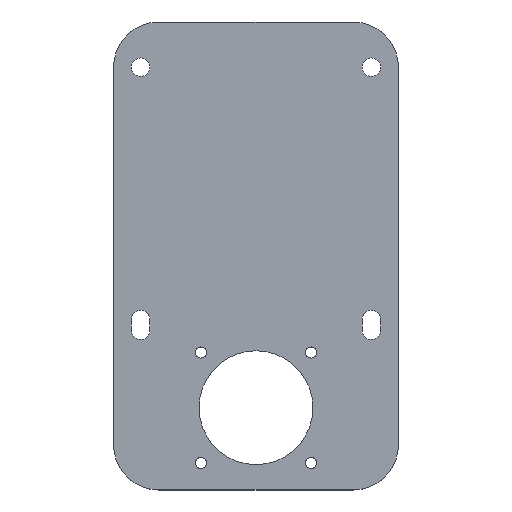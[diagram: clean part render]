
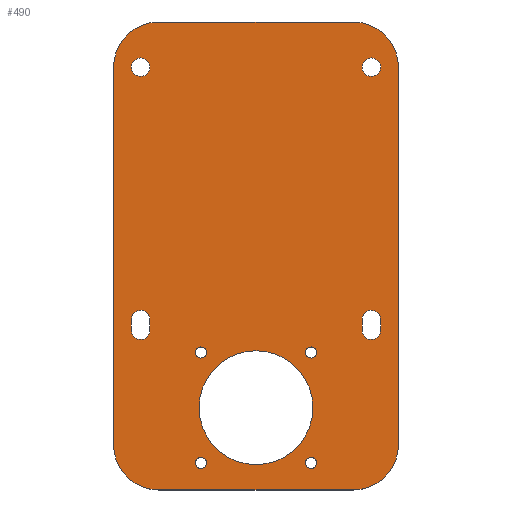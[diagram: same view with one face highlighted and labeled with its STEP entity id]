
A CAD part, top view. The second image highlights one B-rep face of the part: STEP entity #490.
In plain terms, the highlighted planar face has unit normal (0, 0, 1).
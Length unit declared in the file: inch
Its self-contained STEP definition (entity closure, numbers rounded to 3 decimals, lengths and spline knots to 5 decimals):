
#31=FACE_BOUND('',#116,.T.);
#32=FACE_BOUND('',#117,.T.);
#33=FACE_BOUND('',#118,.T.);
#34=FACE_BOUND('',#119,.T.);
#35=FACE_BOUND('',#120,.T.);
#36=FACE_BOUND('',#121,.T.);
#37=FACE_BOUND('',#122,.T.);
#38=FACE_BOUND('',#123,.T.);
#39=FACE_BOUND('',#124,.T.);
#49=PLANE('',#565);
#74=FACE_OUTER_BOUND('',#115,.T.);
#115=EDGE_LOOP('',(#428,#429,#430,#431,#432,#433,#434,#435));
#116=EDGE_LOOP('',(#436));
#117=EDGE_LOOP('',(#437,#438,#439,#440));
#118=EDGE_LOOP('',(#441,#442,#443,#444));
#119=EDGE_LOOP('',(#445));
#120=EDGE_LOOP('',(#446));
#121=EDGE_LOOP('',(#447));
#122=EDGE_LOOP('',(#448));
#123=EDGE_LOOP('',(#449));
#124=EDGE_LOOP('',(#450));
#135=LINE('',#766,#167);
#141=LINE('',#781,#173);
#144=LINE('',#793,#176);
#148=LINE('',#802,#180);
#150=LINE('',#809,#182);
#154=LINE('',#818,#186);
#155=LINE('',#840,#187);
#156=LINE('',#842,#188);
#167=VECTOR('',#616,0.3937);
#173=VECTOR('',#632,0.3937);
#176=VECTOR('',#645,0.3937);
#180=VECTOR('',#655,0.3937);
#182=VECTOR('',#663,0.3937);
#186=VECTOR('',#673,0.3937);
#187=VECTOR('',#704,0.3937);
#188=VECTOR('',#707,0.3937);
#189=CIRCLE('',#512,0.5);
#205=CIRCLE('',#531,0.5);
#206=CIRCLE('',#533,0.5);
#207=CIRCLE('',#536,0.5);
#208=CIRCLE('',#538,0.62992);
#209=CIRCLE('',#541,0.10236);
#210=CIRCLE('',#544,0.10236);
#211=CIRCLE('',#547,0.10236);
#212=CIRCLE('',#550,0.10236);
#213=CIRCLE('',#552,0.10236);
#214=CIRCLE('',#554,0.10236);
#215=CIRCLE('',#556,0.06119);
#216=CIRCLE('',#558,0.06119);
#217=CIRCLE('',#560,0.06119);
#218=CIRCLE('',#562,0.06119);
#219=VERTEX_POINT('',#712);
#220=VERTEX_POINT('',#713);
#244=VERTEX_POINT('',#765);
#245=VERTEX_POINT('',#769);
#246=VERTEX_POINT('',#773);
#247=VERTEX_POINT('',#774);
#248=VERTEX_POINT('',#779);
#249=VERTEX_POINT('',#783);
#250=VERTEX_POINT('',#787);
#251=VERTEX_POINT('',#790);
#252=VERTEX_POINT('',#792);
#253=VERTEX_POINT('',#796);
#254=VERTEX_POINT('',#800);
#255=VERTEX_POINT('',#806);
#256=VERTEX_POINT('',#808);
#257=VERTEX_POINT('',#812);
#258=VERTEX_POINT('',#816);
#259=VERTEX_POINT('',#822);
#260=VERTEX_POINT('',#825);
#261=VERTEX_POINT('',#828);
#262=VERTEX_POINT('',#831);
#263=VERTEX_POINT('',#834);
#264=VERTEX_POINT('',#837);
#265=EDGE_CURVE('',#219,#220,#189,.T.);
#291=EDGE_CURVE('',#244,#220,#135,.T.);
#293=EDGE_CURVE('',#244,#245,#205,.T.);
#295=EDGE_CURVE('',#246,#247,#206,.T.);
#299=EDGE_CURVE('',#246,#248,#141,.T.);
#300=EDGE_CURVE('',#249,#248,#207,.T.);
#302=EDGE_CURVE('',#250,#250,#208,.T.);
#304=EDGE_CURVE('',#252,#251,#144,.T.);
#307=EDGE_CURVE('',#251,#253,#209,.T.);
#309=EDGE_CURVE('',#253,#254,#148,.T.);
#310=EDGE_CURVE('',#254,#252,#210,.T.);
#312=EDGE_CURVE('',#256,#255,#150,.T.);
#315=EDGE_CURVE('',#255,#257,#211,.T.);
#317=EDGE_CURVE('',#257,#258,#154,.T.);
#318=EDGE_CURVE('',#258,#256,#212,.T.);
#319=EDGE_CURVE('',#259,#259,#213,.T.);
#320=EDGE_CURVE('',#260,#260,#214,.T.);
#321=EDGE_CURVE('',#261,#261,#215,.T.);
#322=EDGE_CURVE('',#262,#262,#216,.T.);
#323=EDGE_CURVE('',#263,#263,#217,.T.);
#324=EDGE_CURVE('',#264,#264,#218,.T.);
#325=EDGE_CURVE('',#219,#247,#155,.T.);
#326=EDGE_CURVE('',#249,#245,#156,.T.);
#428=ORIENTED_EDGE('',*,*,#265,.F.);
#429=ORIENTED_EDGE('',*,*,#325,.T.);
#430=ORIENTED_EDGE('',*,*,#295,.F.);
#431=ORIENTED_EDGE('',*,*,#299,.T.);
#432=ORIENTED_EDGE('',*,*,#300,.F.);
#433=ORIENTED_EDGE('',*,*,#326,.T.);
#434=ORIENTED_EDGE('',*,*,#293,.F.);
#435=ORIENTED_EDGE('',*,*,#291,.T.);
#436=ORIENTED_EDGE('',*,*,#302,.T.);
#437=ORIENTED_EDGE('',*,*,#304,.T.);
#438=ORIENTED_EDGE('',*,*,#307,.T.);
#439=ORIENTED_EDGE('',*,*,#309,.T.);
#440=ORIENTED_EDGE('',*,*,#310,.T.);
#441=ORIENTED_EDGE('',*,*,#312,.T.);
#442=ORIENTED_EDGE('',*,*,#315,.T.);
#443=ORIENTED_EDGE('',*,*,#317,.T.);
#444=ORIENTED_EDGE('',*,*,#318,.T.);
#445=ORIENTED_EDGE('',*,*,#319,.T.);
#446=ORIENTED_EDGE('',*,*,#320,.T.);
#447=ORIENTED_EDGE('',*,*,#321,.T.);
#448=ORIENTED_EDGE('',*,*,#322,.T.);
#449=ORIENTED_EDGE('',*,*,#323,.T.);
#450=ORIENTED_EDGE('',*,*,#324,.T.);
#490=ADVANCED_FACE('',(#74,#31,#32,#33,#34,#35,#36,#37,#38,#39),#49,.T.);
#512=AXIS2_PLACEMENT_3D('',#714,#570,#571);
#531=AXIS2_PLACEMENT_3D('',#770,#620,#621);
#533=AXIS2_PLACEMENT_3D('',#775,#625,#626);
#536=AXIS2_PLACEMENT_3D('',#784,#635,#636);
#538=AXIS2_PLACEMENT_3D('',#788,#640,#641);
#541=AXIS2_PLACEMENT_3D('',#798,#650,#651);
#544=AXIS2_PLACEMENT_3D('',#804,#658,#659);
#547=AXIS2_PLACEMENT_3D('',#814,#668,#669);
#550=AXIS2_PLACEMENT_3D('',#820,#676,#677);
#552=AXIS2_PLACEMENT_3D('',#823,#680,#681);
#554=AXIS2_PLACEMENT_3D('',#826,#684,#685);
#556=AXIS2_PLACEMENT_3D('',#829,#688,#689);
#558=AXIS2_PLACEMENT_3D('',#832,#692,#693);
#560=AXIS2_PLACEMENT_3D('',#835,#696,#697);
#562=AXIS2_PLACEMENT_3D('',#838,#700,#701);
#565=AXIS2_PLACEMENT_3D('',#843,#708,#709);
#570=DIRECTION('center_axis',(0.,0.,-1.));
#571=DIRECTION('ref_axis',(0.707,-0.707,0.));
#616=DIRECTION('',(1.,0.,0.));
#620=DIRECTION('center_axis',(0.,0.,-1.));
#621=DIRECTION('ref_axis',(-0.707,-0.707,0.));
#625=DIRECTION('center_axis',(0.,0.,-1.));
#626=DIRECTION('ref_axis',(0.707,0.707,0.));
#632=DIRECTION('',(-1.,0.,0.));
#635=DIRECTION('center_axis',(0.,0.,-1.));
#636=DIRECTION('ref_axis',(-0.707,0.707,0.));
#640=DIRECTION('center_axis',(0.,0.,-1.));
#641=DIRECTION('ref_axis',(-1.,0.,0.));
#645=DIRECTION('',(0.,-1.,0.));
#650=DIRECTION('center_axis',(0.,0.,-1.));
#651=DIRECTION('ref_axis',(-1.,0.,0.));
#655=DIRECTION('',(0.,1.,0.));
#658=DIRECTION('center_axis',(0.,0.,-1.));
#659=DIRECTION('ref_axis',(1.,0.,0.));
#663=DIRECTION('',(0.,1.,0.));
#668=DIRECTION('center_axis',(0.,0.,-1.));
#669=DIRECTION('ref_axis',(1.,0.,0.));
#673=DIRECTION('',(0.,-1.,0.));
#676=DIRECTION('center_axis',(0.,0.,-1.));
#677=DIRECTION('ref_axis',(-1.,0.,0.));
#680=DIRECTION('center_axis',(0.,0.,-1.));
#681=DIRECTION('ref_axis',(-1.,0.,0.));
#684=DIRECTION('center_axis',(0.,0.,-1.));
#685=DIRECTION('ref_axis',(-1.,0.,0.));
#688=DIRECTION('center_axis',(0.,0.,-1.));
#689=DIRECTION('ref_axis',(-1.,0.,0.));
#692=DIRECTION('center_axis',(0.,0.,-1.));
#693=DIRECTION('ref_axis',(-1.,0.,0.));
#696=DIRECTION('center_axis',(0.,0.,-1.));
#697=DIRECTION('ref_axis',(-1.,0.,0.));
#700=DIRECTION('center_axis',(0.,0.,-1.));
#701=DIRECTION('ref_axis',(-1.,0.,0.));
#704=DIRECTION('',(0.,1.,0.));
#707=DIRECTION('',(0.,-1.,0.));
#708=DIRECTION('center_axis',(0.,0.,1.));
#709=DIRECTION('ref_axis',(1.,0.,0.));
#712=CARTESIAN_POINT('',(1.32298,-4.86953,0.22047));
#713=CARTESIAN_POINT('',(0.82298,-5.36953,0.22047));
#714=CARTESIAN_POINT('Origin',(0.82298,-4.86953,0.22047));
#765=CARTESIAN_POINT('',(-1.32821,-5.36953,0.22047));
#766=CARTESIAN_POINT('',(1.32298,-5.36953,0.22047));
#769=CARTESIAN_POINT('',(-1.82821,-4.86953,0.22047));
#770=CARTESIAN_POINT('Origin',(-1.32821,-4.86953,0.22047));
#773=CARTESIAN_POINT('',(0.82298,-0.19453,0.22047));
#774=CARTESIAN_POINT('',(1.32298,-0.69453,0.22047));
#775=CARTESIAN_POINT('Origin',(0.82298,-0.69453,0.22047));
#779=CARTESIAN_POINT('',(-1.32821,-0.19453,0.22047));
#781=CARTESIAN_POINT('',(-1.82821,-0.19453,0.22047));
#783=CARTESIAN_POINT('',(-1.82821,-0.69453,0.22047));
#784=CARTESIAN_POINT('Origin',(-1.32821,-0.69453,0.22047));
#787=CARTESIAN_POINT('',(0.37731,-4.45953,0.22047));
#788=CARTESIAN_POINT('Origin',(-0.25261,-4.45953,0.22047));
#790=CARTESIAN_POINT('',(1.12534,-3.6039,0.22047));
#792=CARTESIAN_POINT('',(1.12534,-3.48579,0.22047));
#793=CARTESIAN_POINT('',(1.12534,-3.19297,0.22047));
#796=CARTESIAN_POINT('',(0.92061,-3.6039,0.22047));
#798=CARTESIAN_POINT('Origin',(1.02298,-3.6039,0.22047));
#800=CARTESIAN_POINT('',(0.92061,-3.48579,0.22047));
#802=CARTESIAN_POINT('',(0.92061,-3.13391,0.22047));
#804=CARTESIAN_POINT('Origin',(1.02298,-3.48579,0.22047));
#806=CARTESIAN_POINT('',(-1.63057,-3.48579,0.22047));
#808=CARTESIAN_POINT('',(-1.63057,-3.6039,0.22047));
#809=CARTESIAN_POINT('',(-1.63057,-3.13391,0.22047));
#812=CARTESIAN_POINT('',(-1.42584,-3.48579,0.22047));
#814=CARTESIAN_POINT('Origin',(-1.52821,-3.48579,0.22047));
#816=CARTESIAN_POINT('',(-1.42584,-3.6039,0.22047));
#818=CARTESIAN_POINT('',(-1.42584,-3.19297,0.22047));
#820=CARTESIAN_POINT('Origin',(-1.52821,-3.6039,0.22047));
#822=CARTESIAN_POINT('',(1.12534,-0.69453,0.22047));
#823=CARTESIAN_POINT('Origin',(1.02298,-0.69453,0.22047));
#825=CARTESIAN_POINT('',(-1.42584,-0.69453,0.22047));
#826=CARTESIAN_POINT('Origin',(-1.52821,-0.69453,0.22047));
#828=CARTESIAN_POINT('',(0.41857,-5.06953,0.22047));
#829=CARTESIAN_POINT('Origin',(0.35739,-5.06953,0.22047));
#831=CARTESIAN_POINT('',(-0.80143,-5.06953,0.22047));
#832=CARTESIAN_POINT('Origin',(-0.86261,-5.06953,0.22047));
#834=CARTESIAN_POINT('',(-0.80143,-3.84953,0.22047));
#835=CARTESIAN_POINT('Origin',(-0.86261,-3.84953,0.22047));
#837=CARTESIAN_POINT('',(0.41857,-3.84953,0.22047));
#838=CARTESIAN_POINT('Origin',(0.35739,-3.84953,0.22047));
#840=CARTESIAN_POINT('',(1.32298,-0.19453,0.22047));
#842=CARTESIAN_POINT('',(-1.82821,-5.36953,0.22047));
#843=CARTESIAN_POINT('Origin',(-0.25261,-2.78203,0.22047));
